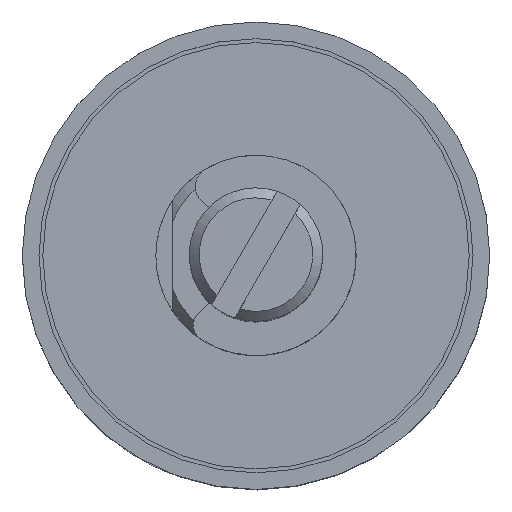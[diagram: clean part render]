
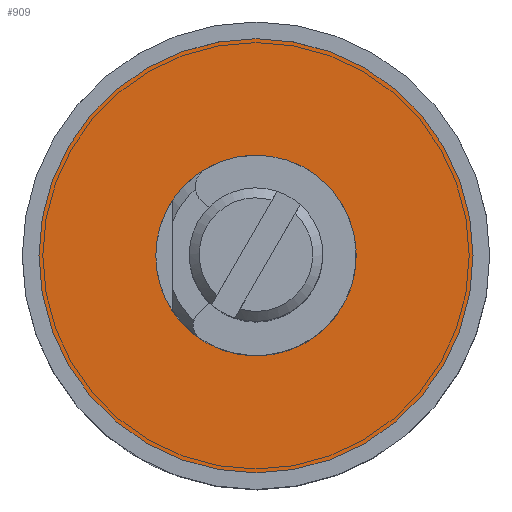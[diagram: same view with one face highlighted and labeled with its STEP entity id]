
A CAD part, top view. The second image highlights one B-rep face of the part: STEP entity #909.
In plain terms, the highlighted planar face has unit normal (0, 0, 1).
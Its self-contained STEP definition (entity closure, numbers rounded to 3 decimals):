
#463 = EDGE_LOOP ( 'NONE', ( #3831 ) ) ;
#489 = CIRCLE ( 'NONE', #2350, 6.5 ) ;
#909 = ADVANCED_FACE ( 'NONE', ( #6572, #3699 ), #5233, .T. ) ;
#1176 = DIRECTION ( 'NONE',  ( 0., 0., -1. ) ) ;
#1264 = AXIS2_PLACEMENT_3D ( 'NONE', #3840, #7768, #7843 ) ;
#1475 = CARTESIAN_POINT ( 'NONE',  ( 6.5, 0., 0.5 ) ) ;
#1510 = CARTESIAN_POINT ( 'NONE',  ( -3., 0., 0.5 ) ) ;
#1544 = DIRECTION ( 'NONE',  ( 1., 0., 0. ) ) ;
#2350 = AXIS2_PLACEMENT_3D ( 'NONE', #6205, #2944, #1544 ) ;
#2567 = DIRECTION ( 'NONE',  ( -1., 0., 0. ) ) ;
#2734 = ORIENTED_EDGE ( 'NONE', *, *, #6679, .T. ) ;
#2766 = CIRCLE ( 'NONE', #7193, 3. ) ;
#2944 = DIRECTION ( 'NONE',  ( 0., 0., 1. ) ) ;
#3699 = FACE_OUTER_BOUND ( 'NONE', #5484, .T. ) ;
#3730 = VERTEX_POINT ( 'NONE', #1510 ) ;
#3830 = VERTEX_POINT ( 'NONE', #1475 ) ;
#3831 = ORIENTED_EDGE ( 'NONE', *, *, #4755, .T. ) ;
#3840 = CARTESIAN_POINT ( 'NONE',  ( 3., 0., 0.5 ) ) ;
#4755 = EDGE_CURVE ( 'NONE', #3730, #3730, #2766, .T. ) ;
#5117 = CARTESIAN_POINT ( 'NONE',  ( 0., 0., 0.5 ) ) ;
#5233 = PLANE ( 'NONE',  #1264 ) ;
#5484 = EDGE_LOOP ( 'NONE', ( #2734 ) ) ;
#6205 = CARTESIAN_POINT ( 'NONE',  ( 0., 0., 0.5 ) ) ;
#6572 = FACE_BOUND ( 'NONE', #463, .T. ) ;
#6679 = EDGE_CURVE ( 'NONE', #3830, #3830, #489, .T. ) ;
#7193 = AXIS2_PLACEMENT_3D ( 'NONE', #5117, #1176, #2567 ) ;
#7768 = DIRECTION ( 'NONE',  ( 0., 0., 1. ) ) ;
#7843 = DIRECTION ( 'NONE',  ( 1., 0., 0. ) ) ;
